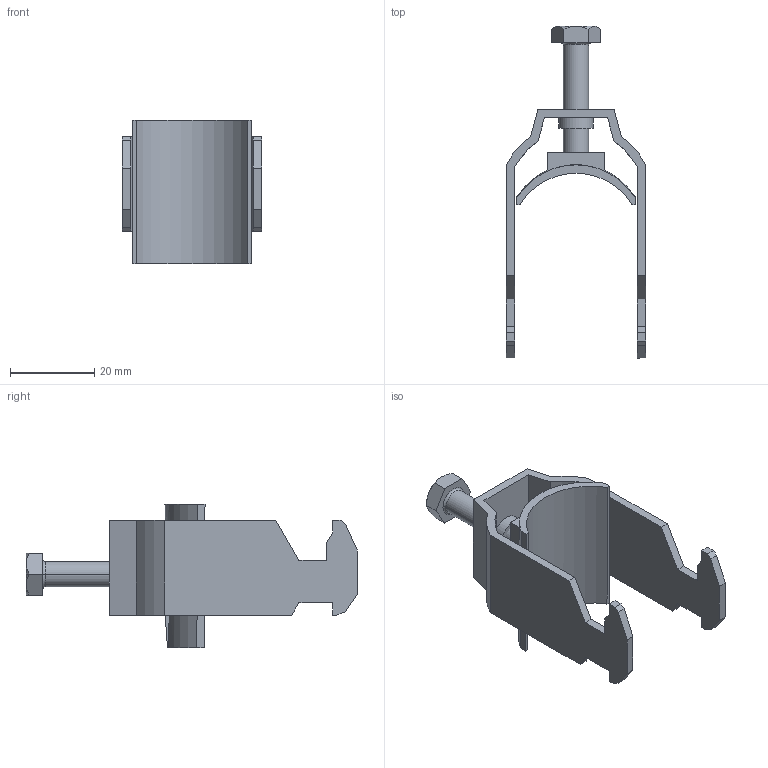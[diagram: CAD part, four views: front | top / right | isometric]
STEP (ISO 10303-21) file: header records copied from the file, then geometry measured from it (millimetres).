
FILE_DESCRIPTION (( 'STEP AP214' ), '1' );
FILE_NAME ('1186322.STEP', '2023-09-06T10:52:35', ( '' ), ( '' ), 'SwSTEP 2.0', 'SolidWorks 2022', '' );
FILE_SCHEMA (( 'AUTOMOTIVE_DESIGN' ));
Length unit declared in the file: millimetre
Products named in the file (5): 142951_M6 x 26; 157094_1Fach; EB101-05-02_Einspritzpunkt Rechts; EB101-00-04_Standard; 1186322
Assembly tree (4 placements, depth 2):
  1186322
    157094_1Fach
    142951_M6 x 26
    EB101-00-04_Standard
    EB101-05-02_Einspritzpunkt Rechts
Bounding box: 33 x 78.75 x 34.06 mm (x, y, z)
Volume: 9335.2 mm3; surface area: 10808.1 mm2
Topology: 4 solids, 4 shells, 273 faces, 707 edges, 464 vertices
Faces by surface type: plane 170, bspline 51, cylinder 36, cone 12, torus 4
Entity records: 11469 total; most frequent: CARTESIAN_POINT 4400, ORIENTED_EDGE 1406, DIRECTION 1147, EDGE_CURVE 703, VECTOR 469, LINE 469, VERTEX_POINT 464, AXIS2_PLACEMENT_3D 339
